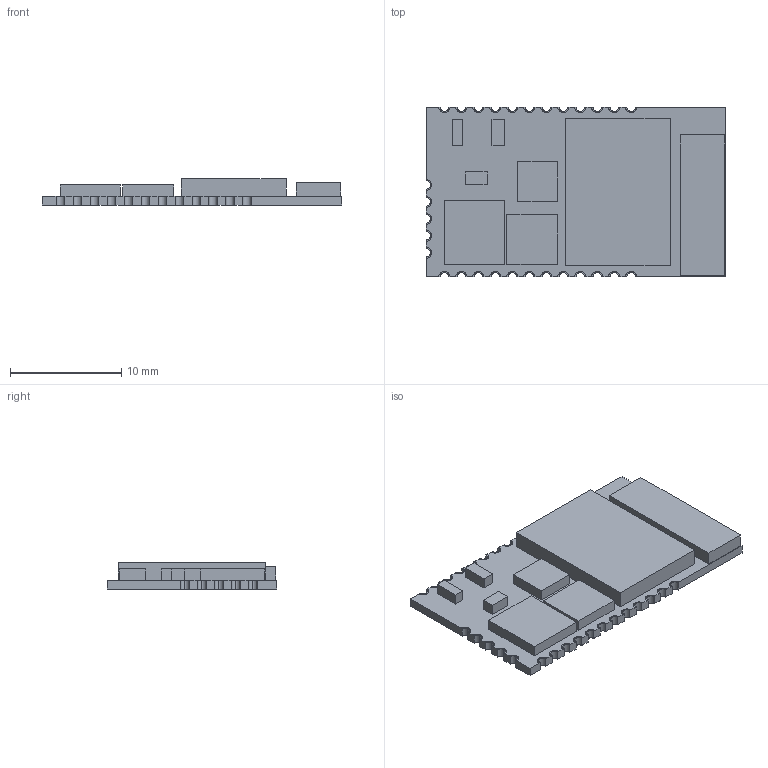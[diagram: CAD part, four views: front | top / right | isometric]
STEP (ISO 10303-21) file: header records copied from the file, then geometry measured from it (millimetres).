
FILE_DESCRIPTION (( 'STEP AP214' ), '1' );
FILE_NAME ('User Library-SPWF01SA.STEP', '2016-06-28T06:44:29', ( 'Windows User' ), ( '' ), 'SwSTEP 2.0', 'SolidWorks 2016', '' );
FILE_SCHEMA (( 'AUTOMOTIVE_DESIGN' ));
Length unit declared in the file: millimetre
Products named in the file (1): User Library-SPWF01SA
Bounding box: 26.92 x 15.24 x 2.36 mm (x, y, z)
Volume: 649.3 mm3; surface area: 1072 mm2
Topology: 1 solids, 1 shells, 288 faces, 831 edges, 554 vertices
Faces by surface type: plane 225, cylinder 63
Entity records: 12583 total; most frequent: CARTESIAN_POINT 1674, ORIENTED_EDGE 1662, DIRECTION 1535, EDGE_CURVE 831, LINE 705, VECTOR 705, VERTEX_POINT 554, AXIS2_PLACEMENT_3D 415
